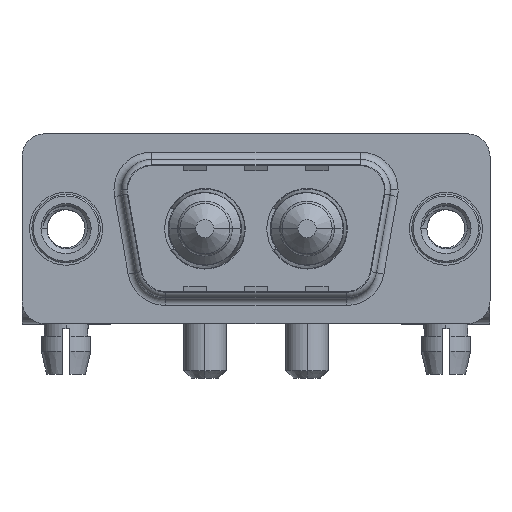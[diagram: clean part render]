
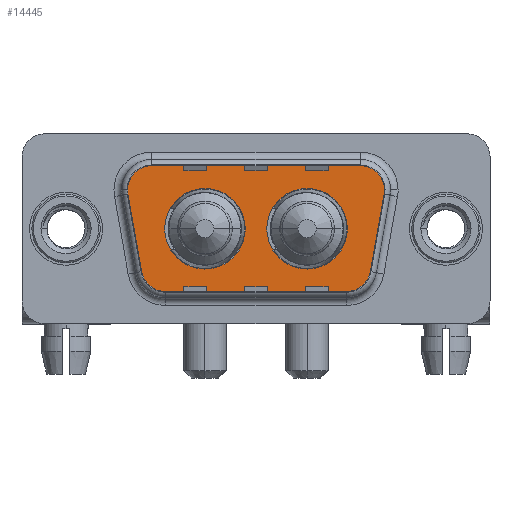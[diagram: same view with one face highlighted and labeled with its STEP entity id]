
A CAD part, top view. The second image highlights one B-rep face of the part: STEP entity #14445.
In plain terms, the highlighted planar face has unit normal (0, 0, 1).
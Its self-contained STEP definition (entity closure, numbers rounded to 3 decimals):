
#72 = DIRECTION ( 'NONE',  ( 0., 0., 1. ) ) ;
#167 = VERTEX_POINT ( 'NONE', #7777 ) ;
#171 = ORIENTED_EDGE ( 'NONE', *, *, #2602, .T. ) ;
#237 = VERTEX_POINT ( 'NONE', #10535 ) ;
#374 = AXIS2_PLACEMENT_3D ( 'NONE', #3638, #2427, #6973 ) ;
#533 = CARTESIAN_POINT ( 'NONE',  ( 21.534, 2.553, 0. ) ) ;
#979 = CARTESIAN_POINT ( 'NONE',  ( 5.436, 4.9, 0. ) ) ;
#1065 = VERTEX_POINT ( 'NONE', #14926 ) ;
#1263 = VECTOR ( 'NONE', #4254, 1000. ) ;
#1352 = ORIENTED_EDGE ( 'NONE', *, *, #2892, .T. ) ;
#1498 = EDGE_CURVE ( 'NONE', #15143, #4072, #14961, .T. ) ;
#1564 = DIRECTION ( 'NONE',  ( 0., 0., 1. ) ) ;
#1580 = AXIS2_PLACEMENT_3D ( 'NONE', #2794, #12395, #7652 ) ;
#1738 = VERTEX_POINT ( 'NONE', #533 ) ;
#1749 = CARTESIAN_POINT ( 'NONE',  ( 4.489, -3.247, 0. ) ) ;
#2067 = AXIS2_PLACEMENT_3D ( 'NONE', #6346, #72, #6039 ) ;
#2109 = VERTEX_POINT ( 'NONE', #10402 ) ;
#2126 = AXIS2_PLACEMENT_3D ( 'NONE', #14319, #7339, #15505 ) ;
#2207 = VERTEX_POINT ( 'NONE', #2301 ) ;
#2301 = CARTESIAN_POINT ( 'NONE',  ( 19.564, 4.9, 0. ) ) ;
#2310 = ORIENTED_EDGE ( 'NONE', *, *, #14546, .T. ) ;
#2347 = CARTESIAN_POINT ( 'NONE',  ( 11.79, 0., 0. ) ) ;
#2349 = FACE_OUTER_BOUND ( 'NONE', #2765, .T. ) ;
#2371 = EDGE_CURVE ( 'NONE', #7303, #5183, #7012, .T. ) ;
#2427 = DIRECTION ( 'NONE',  ( 0., 0., 1. ) ) ;
#2602 = EDGE_CURVE ( 'NONE', #4072, #7303, #6603, .T. ) ;
#2707 = CARTESIAN_POINT ( 'NONE',  ( 6.459, -2.9, 0. ) ) ;
#2728 = ORIENTED_EDGE ( 'NONE', *, *, #11671, .T. ) ;
#2765 = EDGE_LOOP ( 'NONE', ( #2728, #9587, #8760, #1352, #2310, #3327, #171, #4648, #2818 ) ) ;
#2794 = CARTESIAN_POINT ( 'NONE',  ( 15.86, 0., 0. ) ) ;
#2818 = ORIENTED_EDGE ( 'NONE', *, *, #8202, .T. ) ;
#2828 = CIRCLE ( 'NONE', #6901, 2. ) ;
#2892 = EDGE_CURVE ( 'NONE', #2109, #2207, #2828, .T. ) ;
#3096 = CIRCLE ( 'NONE', #9673, 2.65 ) ;
#3327 = ORIENTED_EDGE ( 'NONE', *, *, #1498, .T. ) ;
#3398 = FACE_BOUND ( 'NONE', #7378, .T. ) ;
#3638 = CARTESIAN_POINT ( 'NONE',  ( 18.541, -2.9, 0. ) ) ;
#3670 = ORIENTED_EDGE ( 'NONE', *, *, #12863, .F. ) ;
#3885 = VECTOR ( 'NONE', #8486, 1000. ) ;
#4072 = VERTEX_POINT ( 'NONE', #4934 ) ;
#4174 = LINE ( 'NONE', #13921, #1263 ) ;
#4254 = DIRECTION ( 'NONE',  ( 1., 0., 0. ) ) ;
#4648 = ORIENTED_EDGE ( 'NONE', *, *, #2371, .T. ) ;
#4804 = EDGE_CURVE ( 'NONE', #1738, #2109, #13793, .T. ) ;
#4934 = CARTESIAN_POINT ( 'NONE',  ( 3.466, 2.553, 0. ) ) ;
#5082 = ORIENTED_EDGE ( 'NONE', *, *, #5437, .F. ) ;
#5183 = VERTEX_POINT ( 'NONE', #11658 ) ;
#5327 = AXIS2_PLACEMENT_3D ( 'NONE', #12201, #6342, #12284 ) ;
#5342 = VERTEX_POINT ( 'NONE', #5962 ) ;
#5437 = EDGE_CURVE ( 'NONE', #5342, #5829, #11692, .T. ) ;
#5829 = VERTEX_POINT ( 'NONE', #2347 ) ;
#5867 = VERTEX_POINT ( 'NONE', #14813 ) ;
#5962 = CARTESIAN_POINT ( 'NONE',  ( 6.49, 0., 0. ) ) ;
#6039 = DIRECTION ( 'NONE',  ( 1., 0., 0. ) ) ;
#6294 = CARTESIAN_POINT ( 'NONE',  ( 21.534, 2.553, 0. ) ) ;
#6342 = DIRECTION ( 'NONE',  ( 0., 0., 1. ) ) ;
#6346 = CARTESIAN_POINT ( 'NONE',  ( 18.541, -2.9, 0. ) ) ;
#6603 = LINE ( 'NONE', #10313, #10012 ) ;
#6672 = CIRCLE ( 'NONE', #8916, 2.65 ) ;
#6901 = AXIS2_PLACEMENT_3D ( 'NONE', #14679, #1564, #12358 ) ;
#6973 = DIRECTION ( 'NONE',  ( 1., 0., 0. ) ) ;
#7012 = CIRCLE ( 'NONE', #12057, 2. ) ;
#7214 = CARTESIAN_POINT ( 'NONE',  ( 5.436, 4.9, 0. ) ) ;
#7303 = VERTEX_POINT ( 'NONE', #1749 ) ;
#7339 = DIRECTION ( 'NONE',  ( 0., 0., 1. ) ) ;
#7378 = EDGE_LOOP ( 'NONE', ( #3670, #8135 ) ) ;
#7562 = LINE ( 'NONE', #6294, #3885 ) ;
#7652 = DIRECTION ( 'NONE',  ( 1., 0., 0. ) ) ;
#7720 = DIRECTION ( 'NONE',  ( 0., 0., 1. ) ) ;
#7777 = CARTESIAN_POINT ( 'NONE',  ( 13.21, 0., 0. ) ) ;
#7839 = CARTESIAN_POINT ( 'NONE',  ( 9.14, 0., 0. ) ) ;
#7904 = EDGE_LOOP ( 'NONE', ( #14200, #5082 ) ) ;
#8135 = ORIENTED_EDGE ( 'NONE', *, *, #10666, .F. ) ;
#8147 = LINE ( 'NONE', #7214, #12787 ) ;
#8202 = EDGE_CURVE ( 'NONE', #5183, #237, #4174, .T. ) ;
#8261 = DIRECTION ( 'NONE',  ( 0., 0., 1. ) ) ;
#8486 = DIRECTION ( 'NONE',  ( 0.174, 0.985, 0. ) ) ;
#8760 = ORIENTED_EDGE ( 'NONE', *, *, #4804, .T. ) ;
#8916 = AXIS2_PLACEMENT_3D ( 'NONE', #10032, #12577, #14889 ) ;
#9275 = DIRECTION ( 'NONE',  ( 0.174, -0.985, 0. ) ) ;
#9587 = ORIENTED_EDGE ( 'NONE', *, *, #11184, .T. ) ;
#9673 = AXIS2_PLACEMENT_3D ( 'NONE', #13367, #8261, #11833 ) ;
#10012 = VECTOR ( 'NONE', #9275, 1000. ) ;
#10032 = CARTESIAN_POINT ( 'NONE',  ( 15.86, 0., 0. ) ) ;
#10075 = DIRECTION ( 'NONE',  ( -1., 0., 0. ) ) ;
#10313 = CARTESIAN_POINT ( 'NONE',  ( 3.466, 2.553, 0. ) ) ;
#10402 = CARTESIAN_POINT ( 'NONE',  ( 21.564, 2.9, 0. ) ) ;
#10535 = CARTESIAN_POINT ( 'NONE',  ( 18.541, -4.9, 0. ) ) ;
#10666 = EDGE_CURVE ( 'NONE', #167, #1065, #13495, .T. ) ;
#11184 = EDGE_CURVE ( 'NONE', #5867, #1738, #7562, .T. ) ;
#11487 = DIRECTION ( 'NONE',  ( 1., 0., 0. ) ) ;
#11658 = CARTESIAN_POINT ( 'NONE',  ( 6.459, -4.9, 0. ) ) ;
#11671 = EDGE_CURVE ( 'NONE', #237, #5867, #14237, .T. ) ;
#11692 = CIRCLE ( 'NONE', #14989, 2.65 ) ;
#11833 = DIRECTION ( 'NONE',  ( 1., 0., 0. ) ) ;
#11874 = FACE_BOUND ( 'NONE', #7904, .T. ) ;
#12029 = PLANE ( 'NONE',  #374 ) ;
#12057 = AXIS2_PLACEMENT_3D ( 'NONE', #2707, #7720, #10075 ) ;
#12083 = EDGE_CURVE ( 'NONE', #5829, #5342, #3096, .T. ) ;
#12201 = CARTESIAN_POINT ( 'NONE',  ( 5.436, 2.9, 0. ) ) ;
#12284 = DIRECTION ( 'NONE',  ( 1., 0., 0. ) ) ;
#12358 = DIRECTION ( 'NONE',  ( -1., 0., 0. ) ) ;
#12395 = DIRECTION ( 'NONE',  ( 0., 0., 1. ) ) ;
#12577 = DIRECTION ( 'NONE',  ( 0., 0., 1. ) ) ;
#12787 = VECTOR ( 'NONE', #13063, 1000. ) ;
#12863 = EDGE_CURVE ( 'NONE', #1065, #167, #6672, .T. ) ;
#13063 = DIRECTION ( 'NONE',  ( -1., 0., 0. ) ) ;
#13367 = CARTESIAN_POINT ( 'NONE',  ( 9.14, 0., 0. ) ) ;
#13495 = CIRCLE ( 'NONE', #1580, 2.65 ) ;
#13793 = CIRCLE ( 'NONE', #2126, 2. ) ;
#13921 = CARTESIAN_POINT ( 'NONE',  ( 6.459, -4.9, 0. ) ) ;
#14200 = ORIENTED_EDGE ( 'NONE', *, *, #12083, .F. ) ;
#14237 = CIRCLE ( 'NONE', #2067, 2. ) ;
#14319 = CARTESIAN_POINT ( 'NONE',  ( 19.564, 2.9, 0. ) ) ;
#14445 = ADVANCED_FACE ( 'NONE', ( #3398, #11874, #2349 ), #12029, .T. ) ;
#14546 = EDGE_CURVE ( 'NONE', #2207, #15143, #8147, .T. ) ;
#14679 = CARTESIAN_POINT ( 'NONE',  ( 19.564, 2.9, 0. ) ) ;
#14813 = CARTESIAN_POINT ( 'NONE',  ( 20.511, -3.247, 0. ) ) ;
#14831 = DIRECTION ( 'NONE',  ( 0., 0., 1. ) ) ;
#14889 = DIRECTION ( 'NONE',  ( 1., 0., 0. ) ) ;
#14926 = CARTESIAN_POINT ( 'NONE',  ( 18.51, 0., 0. ) ) ;
#14961 = CIRCLE ( 'NONE', #5327, 2. ) ;
#14989 = AXIS2_PLACEMENT_3D ( 'NONE', #7839, #14831, #11487 ) ;
#15143 = VERTEX_POINT ( 'NONE', #979 ) ;
#15505 = DIRECTION ( 'NONE',  ( -1., 0., 0. ) ) ;
